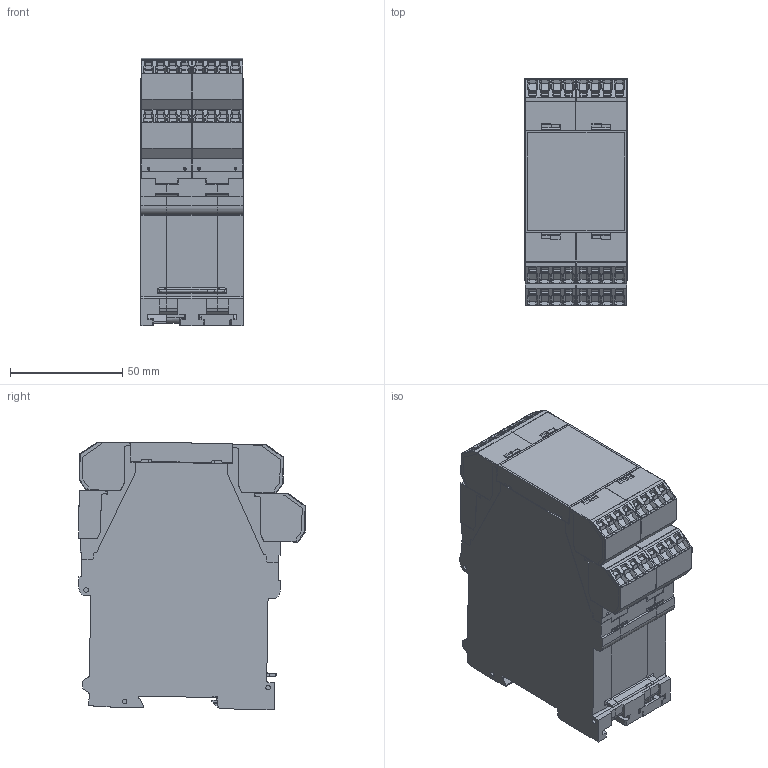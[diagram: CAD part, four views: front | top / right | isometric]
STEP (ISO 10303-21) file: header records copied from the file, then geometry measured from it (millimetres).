
FILE_DESCRIPTION (( 'STEP AP214' ), '1' );
FILE_NAME ('LH5946_REV5.STEP', '2024-05-30T16:00:45', ( '' ), ( '' ), 'SwSTEP 2.0', 'SolidWorks 2023', '' );
FILE_SCHEMA (( 'AUTOMOTIVE_DESIGN' ));
Products named in the file (1): LH5946_REV5
Bounding box: 45.5 x 101.12 x 119.35 mm (x, y, z)
Volume: 451164.9 mm3; surface area: 49047.2 mm2
Topology: 1 solids, 4 shells, 2563 faces, 7011 edges, 4505 vertices
Faces by surface type: plane 1515, cylinder 811, bspline 215, sphere 10, torus 7, cone 5
Full cylindrical faces by diameter (mm): 1 x4, 1.2 x8, 1.995 x2, 2 x3, 2.2 x1
Entity records: 99333 total; most frequent: CARTESIAN_POINT 40085, ORIENTED_EDGE 13870, DIRECTION 9760, EDGE_CURVE 6935, VERTEX_POINT 4479, VECTOR 4264, LINE 4264, AXIS2_PLACEMENT_3D 2748
